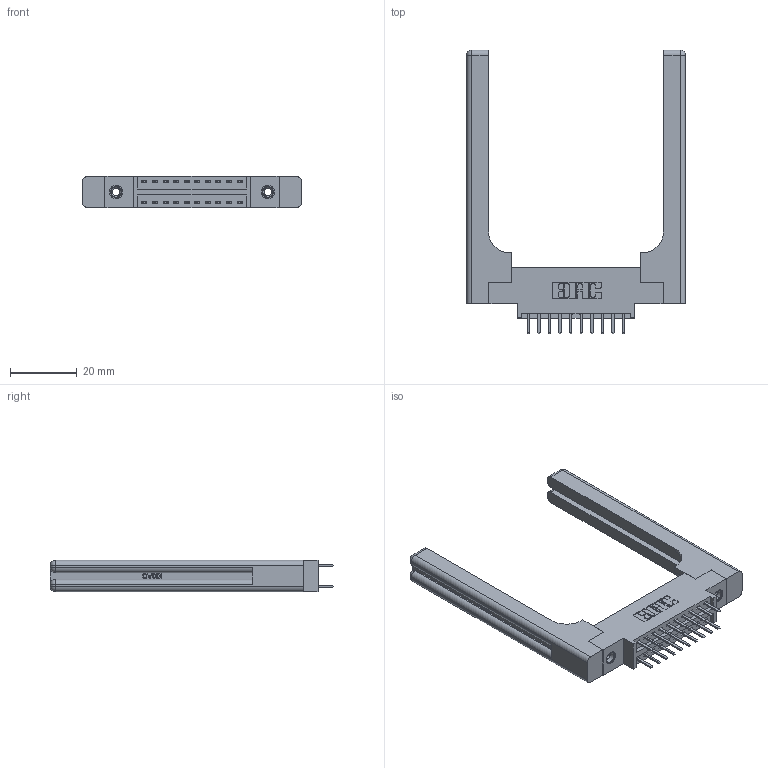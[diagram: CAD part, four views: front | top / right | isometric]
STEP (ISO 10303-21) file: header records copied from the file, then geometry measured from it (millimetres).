
FILE_DESCRIPTION (( 'STEP AP203' ), '1' );
FILE_NAME ('396-020-520-858.STEP', '2019-11-01T18:03:06', ( '' ), ( '' ), 'SwSTEP 2.0', 'SolidWorks 2016', '' );
FILE_SCHEMA (( 'CONFIG_CONTROL_DESIGN' ));
Length unit declared in the file: inch
Products named in the file (5): 346-220-058_345-220-058; 396-020-520-858; 346 Part_0.170 Offset - 0.156 Dia-TH; 345-292-001_345-293-120; 345-250-001_345-250-001-102
Assembly tree (25 placements, depth 2):
  396-020-520-858
    346 Part_0.170 Offset - 0.156 Dia-TH
    345-292-001_345-293-120  x20
    345-250-001_345-250-001-102  x2
    346-220-058_345-220-058  x2
Bounding box: 65.81 x 85.29 x 9.4 mm (x, y, z)
Volume: 13499.7 mm3; surface area: 12883.8 mm2
Topology: 25 solids, 25 shells, 1502 faces, 4267 edges, 2770 vertices
Faces by surface type: plane 968, cylinder 474, bspline 36, cone 12, sphere 8, torus 4
Entity records: 16262 total; most frequent: CARTESIAN_POINT 3745, ORIENTED_EDGE 2464, DIRECTION 2272, EDGE_CURVE 1232, VECTOR 964, LINE 964, VERTEX_POINT 810, AXIS2_PLACEMENT_3D 654
